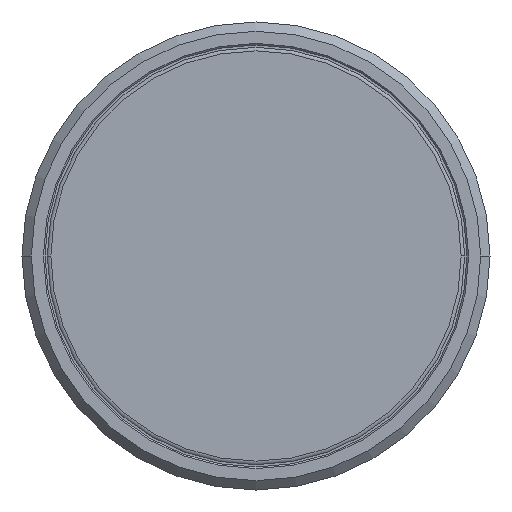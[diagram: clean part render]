
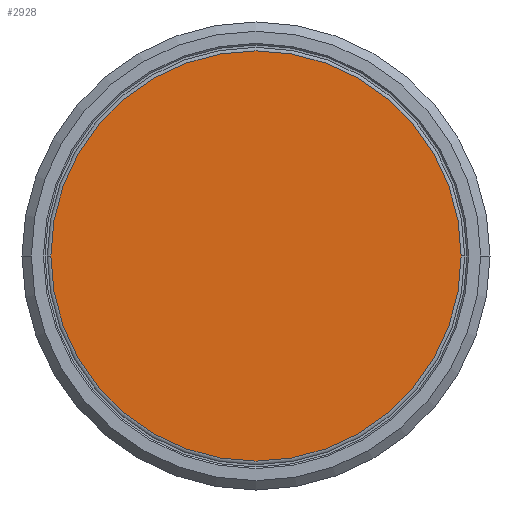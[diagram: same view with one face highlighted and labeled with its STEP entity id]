
A CAD part, front view. The second image highlights one B-rep face of the part: STEP entity #2928.
In plain terms, the highlighted planar face has unit normal (0, -1, 0).
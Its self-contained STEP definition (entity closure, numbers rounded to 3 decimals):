
#964=CARTESIAN_POINT('',(0.,0.,0.));
#965=DIRECTION('',(0.,-1.,0.));
#966=DIRECTION('',(1.,0.,0.));
#967=AXIS2_PLACEMENT_3D('',#964,#965,#966);
#974=CARTESIAN_POINT('',(0.,0.,0.));
#975=DIRECTION('',(0.,-1.,0.));
#976=DIRECTION('',(-1.,0.,0.));
#977=AXIS2_PLACEMENT_3D('',#974,#975,#976);
#1019=CARTESIAN_POINT('',(-13.15,0.,
0.));
#1020=VERTEX_POINT('',#1019);
#1021=CARTESIAN_POINT('',(13.15,0.,
0.));
#1022=VERTEX_POINT('',#1021);
#2919=CARTESIAN_POINT('',(0.,0.,0.));
#2920=DIRECTION('',(0.,1.,0.));
#2921=DIRECTION('',(1.,0.,0.));
#2922=AXIS2_PLACEMENT_3D('',#2919,#2920,#2921);
#2923=PLANE('',#2922);
#2924=ORIENTED_EDGE('',*,*,#2885,.F.);
#2925=ORIENTED_EDGE('',*,*,#2906,.F.);
#2926=EDGE_LOOP('',(#2924,#2925));
#2927=FACE_OUTER_BOUND('',#2926,.F.);
#2928=ADVANCED_FACE('',(#2927),#2923,.F.);
#968=CIRCLE('',#967,13.15);
#978=CIRCLE('',#977,13.15);
#2885=EDGE_CURVE('',#1022,#1020,#968,.T.);
#2906=EDGE_CURVE('',#1020,#1022,#978,.T.);
